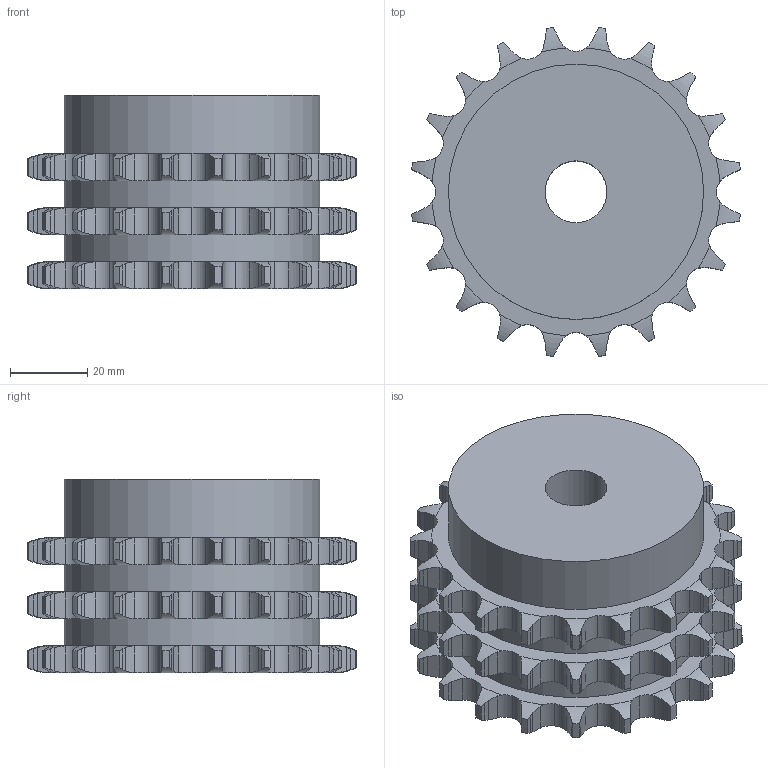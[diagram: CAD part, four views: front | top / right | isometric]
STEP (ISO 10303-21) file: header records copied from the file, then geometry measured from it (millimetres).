
FILE_DESCRIPTION(('FreeCAD Model'),'2;1');
FILE_NAME('Open CASCADE Shape Model','2021-10-02T08:41:38',('FreeCAD'),( 'FreeCAD'),'Open CASCADE STEP processor 7.4','FreeCAD','Unknown');
FILE_SCHEMA(('AUTOMOTIVE_DESIGN { 1 0 10303 214 1 1 1 1 }'));
Products named in the file (1): Open CASCADE STEP translator 7.4 13
Bounding box: 85 x 85 x 50 mm (x, y, z)
Volume: 187207.3 mm3; surface area: 30230.1 mm2
Topology: 1 solids, 1 shells, 672 faces, 1993 edges, 1329 vertices
Faces by surface type: cylinder 424, plane 128, torus 120
Full cylindrical faces by diameter (mm): 16 x1, 66 x3
Entity records: 59547 total; most frequent: CARTESIAN_POINT 25543, DIRECTION 4710, ORIENTED_EDGE 3986, PCURVE 3986, DEFINITIONAL_REPRESENTATION 3986, B_SPLINE_CURVE_WITH_KNOTS 2880, LINE 2240, VECTOR 2240
